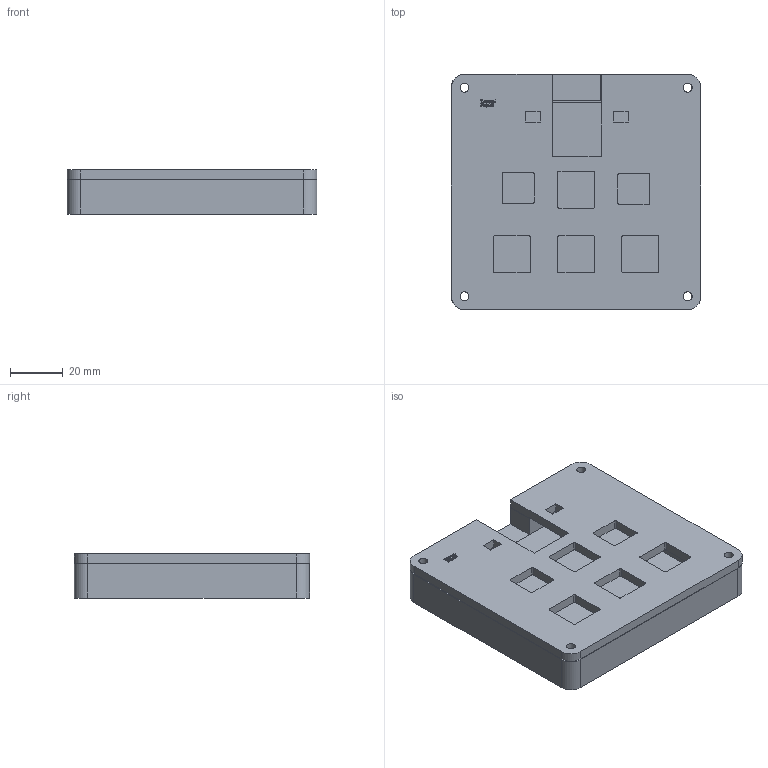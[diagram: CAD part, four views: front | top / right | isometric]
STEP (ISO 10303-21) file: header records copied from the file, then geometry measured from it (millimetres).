
FILE_DESCRIPTION(/* description */ ('','CAx-IF Rec.Pracs.---Representation and Presentation of Product Manufacturing Information (PMI)---4.0---2014-10-13'),/* implementation_level */ '2;1');
FILE_NAME(/* name */ 'TyrannoJ_Projekt2.step',/* time_stamp */ '2025-02-16T17:55:00+01:00',/* author */ (''),/* organization */ (''),/* preprocessor_version */ 'ST-DEVELOPER v20',/* originating_system */ 'Autodesk Translation Framework v13.20.0.188',/* authorisation */ '');
FILE_SCHEMA (('AP242_MANAGED_MODEL_BASED_3D_ENGINEERING_MIM_LF { 1 0 10303 442 1 1 4 }'));
Length unit declared in the file: millimetre
Products named in the file (2): case2; Case1
Assembly tree (1 placements, depth 2):
  case2
    Case1
Bounding box: 94.59 x 89.03 x 16.7 mm (x, y, z)
Volume: 93890.5 mm3; surface area: 51826.8 mm2
Topology: 3 solids, 3 shells, 714 faces, 1980 edges, 1320 vertices
Faces by surface type: bspline 364, plane 306, cylinder 44
Full cylindrical faces by diameter (mm): 3.4 x8, 6 x4
Entity records: 26169 total; most frequent: CARTESIAN_POINT 10205, ORIENTED_EDGE 3960, DIRECTION 2046, EDGE_CURVE 1980, VERTEX_POINT 1320, LINE 1164, VECTOR 1164, EDGE_LOOP 794
